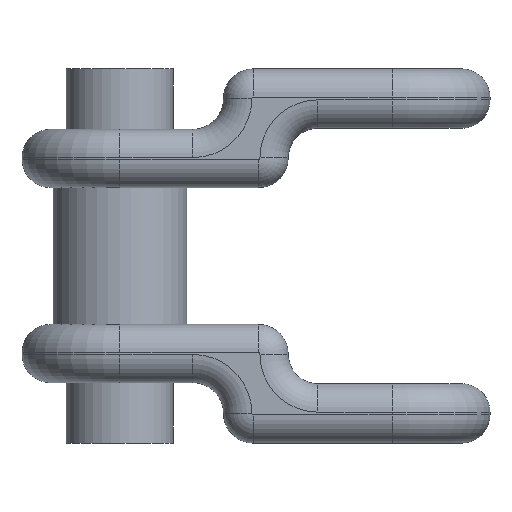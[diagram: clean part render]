
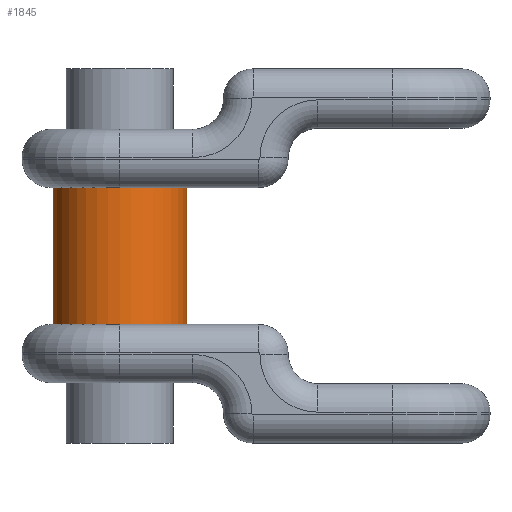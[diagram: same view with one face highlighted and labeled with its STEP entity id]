
A CAD part, front view. The second image highlights one B-rep face of the part: STEP entity #1845.
In plain terms, the highlighted cylindrical face has radius 0.779 mm (diameter 1.558 mm), a partial arc.
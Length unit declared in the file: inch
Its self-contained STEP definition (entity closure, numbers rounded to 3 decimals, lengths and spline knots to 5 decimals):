
#10 = FACE_OUTER_BOUND ( 'NONE', #902, .T. ) ;
#15 = EDGE_CURVE ( 'NONE', #1428, #1396, #1913, .T. ) ;
#73 = AXIS2_PLACEMENT_3D ( 'NONE', #1346, #1342, #1332 ) ;
#157 = ORIENTED_EDGE ( 'NONE', *, *, #229, .T. ) ;
#182 = VERTEX_POINT ( 'NONE', #731 ) ;
#229 = EDGE_CURVE ( 'NONE', #1396, #182, #2423, .T. ) ;
#355 = CARTESIAN_POINT ( 'NONE',  ( -0.00231, 0.04491, 0.03141 ) ) ;
#405 = DIRECTION ( 'NONE',  ( 1., 0., 0. ) ) ;
#431 = ORIENTED_EDGE ( 'NONE', *, *, #1388, .F. ) ;
#435 = DIRECTION ( 'NONE',  ( 0., 0., -1. ) ) ;
#520 = CARTESIAN_POINT ( 'NONE',  ( -0.00231, 0.04491, -0.03141 ) ) ;
#529 = DIRECTION ( 'NONE',  ( 1., 0., 0. ) ) ;
#612 = LINE ( 'NONE', #2409, #2128 ) ;
#686 = CARTESIAN_POINT ( 'NONE',  ( -0.03298, 0.04491, -0.03141 ) ) ;
#718 = DIRECTION ( 'NONE',  ( 0., 0., 1. ) ) ;
#731 = CARTESIAN_POINT ( 'NONE',  ( -0.03298, 0.04491, 0.03141 ) ) ;
#872 = AXIS2_PLACEMENT_3D ( 'NONE', #355, #435, #405 ) ;
#902 = EDGE_LOOP ( 'NONE', ( #2499, #431, #2044, #157 ) ) ;
#1284 = CARTESIAN_POINT ( 'NONE',  ( 0.02837, 0.04491, -0.03141 ) ) ;
#1329 = CARTESIAN_POINT ( 'NONE',  ( 0.02837, 0.04491, 0.03141 ) ) ;
#1332 = DIRECTION ( 'NONE',  ( -1., 0., 0. ) ) ;
#1342 = DIRECTION ( 'NONE',  ( 0., 0., -1. ) ) ;
#1346 = CARTESIAN_POINT ( 'NONE',  ( -0.00231, 0.04491, -0.03141 ) ) ;
#1388 = EDGE_CURVE ( 'NONE', #1428, #1951, #1584, .T. ) ;
#1396 = VERTEX_POINT ( 'NONE', #1329 ) ;
#1407 = VECTOR ( 'NONE', #1480, 39.37008 ) ;
#1428 = VERTEX_POINT ( 'NONE', #1284 ) ;
#1452 = CARTESIAN_POINT ( 'NONE',  ( 0.02837, 0.04491, -0.03141 ) ) ;
#1480 = DIRECTION ( 'NONE',  ( 0., 0., 1. ) ) ;
#1487 = DIRECTION ( 'NONE',  ( 0., 0., 1. ) ) ;
#1520 = CYLINDRICAL_SURFACE ( 'NONE', #2272, 0.03068 ) ;
#1584 = CIRCLE ( 'NONE', #73, 0.03068 ) ;
#1845 = ADVANCED_FACE ( 'NONE', ( #10 ), #1520, .T. ) ;
#1913 = LINE ( 'NONE', #1452, #1407 ) ;
#1951 = VERTEX_POINT ( 'NONE', #686 ) ;
#2044 = ORIENTED_EDGE ( 'NONE', *, *, #15, .T. ) ;
#2128 = VECTOR ( 'NONE', #1487, 39.37008 ) ;
#2272 = AXIS2_PLACEMENT_3D ( 'NONE', #520, #718, #529 ) ;
#2409 = CARTESIAN_POINT ( 'NONE',  ( -0.03298, 0.04491, -0.03141 ) ) ;
#2423 = CIRCLE ( 'NONE', #872, 0.03068 ) ;
#2484 = EDGE_CURVE ( 'NONE', #1951, #182, #612, .T. ) ;
#2499 = ORIENTED_EDGE ( 'NONE', *, *, #2484, .F. ) ;
